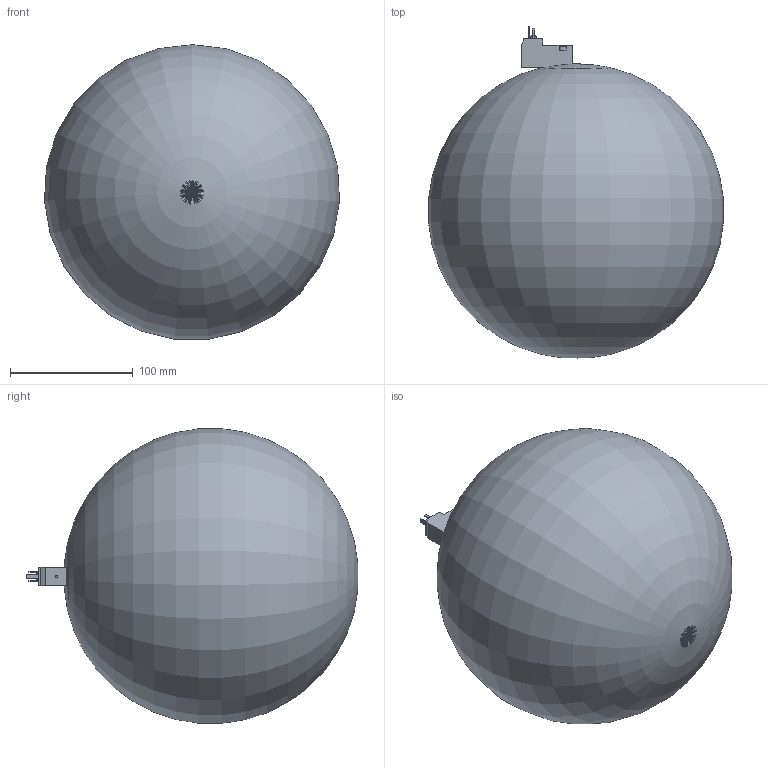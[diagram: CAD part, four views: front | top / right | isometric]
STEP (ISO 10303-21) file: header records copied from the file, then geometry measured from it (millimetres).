
FILE_DESCRIPTION(/* description */ ('STEP AP214'),/* implementation_level */ '2;1');
FILE_NAME(/* name */ '542595_MS6N-EE-1_4-10V24-Z',/* time_stamp */ '2024-09-10T20:52:08+02:00',/* author */ ('License CC BY-ND 4.0'),/* organization */ ('CADENAS'),/* preprocessor_version */ 'ST-DEVELOPER v19.3',/* originating_system */ 'PARTsolutions',/* authorisation */ ' ');
FILE_SCHEMA (('AUTOMOTIVE_DESIGN {1 0 10303 214 3 1 1}'));
Length unit declared in the file: millimetre
Products named in the file (2): 542595 MS6N-EE-1/4-10V24-Z; 527683 MS6N-EE-1/4-10V24-Z0d
Assembly tree (1 placements, depth 2):
  542595 MS6N-EE-1/4-10V24-Z
    527683 MS6N-EE-1/4-10V24-Z0d
Bounding box: 240.41 x 270.46 x 240.03 mm (x, y, z)
Volume: 467746 mm3; surface area: 411562.2 mm2
Topology: 1 solids, 2 shells, 304 faces, 789 edges, 509 vertices
Faces by surface type: plane 225, cylinder 49, cone 27, torus 3
Full cylindrical faces by diameter (mm): 0.4 x1, 2 x1, 2.013 x1, 2.5 x1, 3.8 x1, 4.8 x1, 5 x1, 5.5 x4, 30 x1, 40 x1, 50 x1, 60 x1
Entity records: 11102 total; most frequent: CARTESIAN_POINT 1639, ORIENTED_EDGE 1482, DIRECTION 1473, EDGE_CURVE 741, LINE 581, VECTOR 581, VERTEX_POINT 495, AXIS2_PLACEMENT_3D 446
